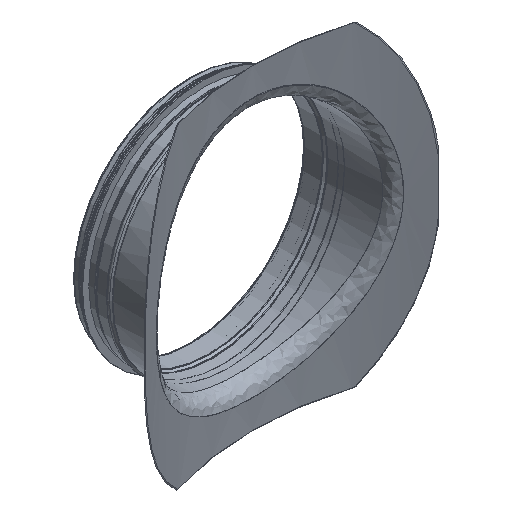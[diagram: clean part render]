
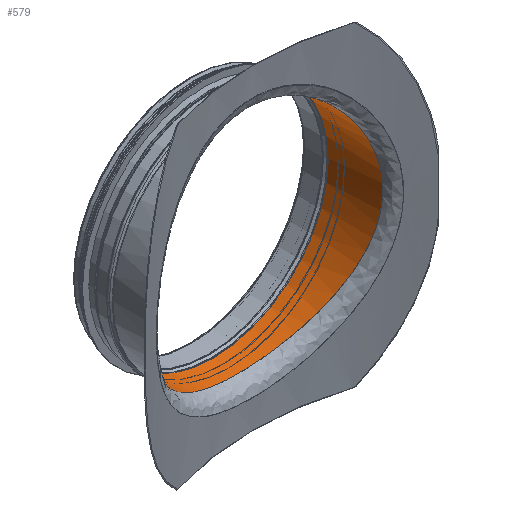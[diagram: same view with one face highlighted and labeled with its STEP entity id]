
A CAD part, isometric view. The second image highlights one B-rep face of the part: STEP entity #579.
In plain terms, the highlighted cylindrical face has radius 123.45 mm (diameter 246.9 mm), a full revolution.
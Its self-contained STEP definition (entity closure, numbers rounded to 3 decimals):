
#292=CARTESIAN_POINT('',(-123.45,297.734,0.0));
#293=VERTEX_POINT('',#292);
#301=CARTESIAN_POINT('',(-123.451,297.733,0.));
#302=CARTESIAN_POINT('',(-123.451,297.733,9.344));
#303=CARTESIAN_POINT('',(-121.31,298.865,28.034));
#304=CARTESIAN_POINT('',(-108.877,305.046,63.145));
#305=CARTESIAN_POINT('',(-85.576,314.826,92.247));
#306=CARTESIAN_POINT('',(-54.404,323.051,111.964));
#307=CARTESIAN_POINT('',(-28.034,327.331,121.315));
#308=CARTESIAN_POINT('',(-0.002,328.86,124.518));
#309=CARTESIAN_POINT('',(31.157,327.164,120.959));
#310=CARTESIAN_POINT('',(63.024,321.361,108.278));
#311=CARTESIAN_POINT('',(91.808,312.253,85.198));
#312=CARTESIAN_POINT('',(112.687,303.263,54.758));
#313=CARTESIAN_POINT('',(123.915,297.497,18.963));
#314=CARTESIAN_POINT('',(123.912,297.501,-18.965));
#315=CARTESIAN_POINT('',(112.687,303.262,-54.761));
#316=CARTESIAN_POINT('',(91.806,312.255,-85.201));
#317=CARTESIAN_POINT('',(63.022,321.36,-108.278));
#318=CARTESIAN_POINT('',(34.051,326.637,-119.808));
#319=CARTESIAN_POINT('',(9.375,328.4,-123.563));
#320=CARTESIAN_POINT('',(-15.635,328.417,-123.58));
#321=CARTESIAN_POINT('',(-46.239,325.035,-116.468));
#322=CARTESIAN_POINT('',(-83.642,315.64,-94.663));
#323=CARTESIAN_POINT('',(-108.876,305.046,-63.146));
#324=CARTESIAN_POINT('',(-121.311,298.864,-28.03));
#325=CARTESIAN_POINT('',(-123.451,297.733,-9.344));
#326=CARTESIAN_POINT('',(-123.451,297.733,0.));
#327=B_SPLINE_CURVE_WITH_KNOTS('',3,(#301,#302,#303,#304,#305,#306,#307,#308,#309,#310,#311,#312,#313,#314,#315,#316,#317,#318,#319,#320,#321,#322,#323,#324,#325,#326),.UNSPECIFIED.,.T.,.U.,(4,1,1,1,1,1,1,1,1,1,1,1,1,1,1,1,1,1,1,1,1,1,1,4),(0.0,2.689,5.378,10.757,13.446,16.135,18.824,21.513,25.099,28.685,32.27,35.856,39.441,43.027,46.612,50.198,53.784,55.576,57.369,60.955,64.54,69.919,72.608,75.297),.UNSPECIFIED.);
#328=EDGE_CURVE('',#293,#293,#327,.T.);
#560=CARTESIAN_POINT('',(0.,351.05,0.0));
#561=DIRECTION('',(0.,1.0,0.0));
#562=DIRECTION('',(-1.0,0.0,0.0));
#563=AXIS2_PLACEMENT_3D('',#560,#561,#562);
#564=CYLINDRICAL_SURFACE('',#563,123.45);
#565=CARTESIAN_POINT('',(-123.45,356.3,0.0));
#566=VERTEX_POINT('',#565);
#567=CARTESIAN_POINT('',(0.,356.3,0.0));
#568=DIRECTION('',(0.0,1.0,0.0));
#569=DIRECTION('',(-1.0,0.0,0.0));
#570=AXIS2_PLACEMENT_3D('',#567,#568,#569);
#571=CIRCLE('',#570,123.45);
#572=EDGE_CURVE('',#566,#566,#571,.T.);
#573=ORIENTED_EDGE('',*,*,#572,.T.);
#574=EDGE_LOOP('',(#573));
#575=FACE_OUTER_BOUND('',#574,.T.);
#576=ORIENTED_EDGE('',*,*,#328,.F.);
#577=EDGE_LOOP('',(#576));
#578=FACE_BOUND('',#577,.T.);
#579=ADVANCED_FACE('',(#575,#578),#564,.F.);
